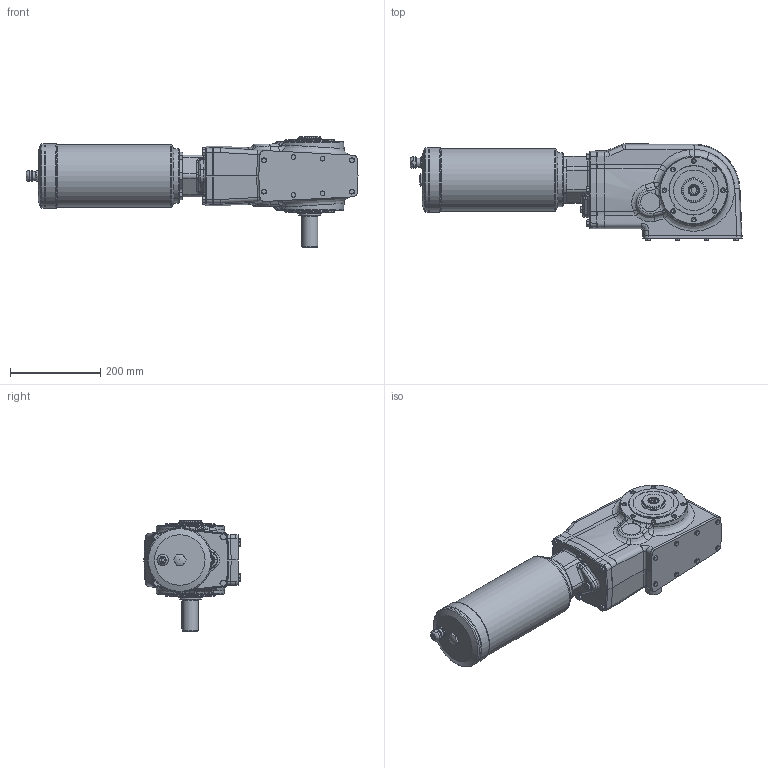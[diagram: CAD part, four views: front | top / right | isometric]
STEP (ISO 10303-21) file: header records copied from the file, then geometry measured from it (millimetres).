
FILE_DESCRIPTION( ( 'Unknown' ), '1' );
FILE_NAME( 'E055AB8D2A6B93E1B9FFB170E09C.3d.stp', 'Unknown', ( 'Unknown' ), ( 'Unknown' ), 'PSStep 10.1', 'Unknown', ' ' );
FILE_SCHEMA( ( 'AUTOMOTIVE_DESIGN { 1 0 10303 214 1 1 1 1 }' ) );
Length unit declared in the file: millimetre
Products named in the file (1): X73N
Bounding box: 736.4 x 213.19 x 245 mm (x, y, z)
Volume: 13238234.1 mm3; surface area: 504389.4 mm2
Topology: 1 solids, 17 shells, 939 faces, 2233 edges, 1385 vertices
Faces by surface type: plane 353, cylinder 245, cone 189, bspline 85, torus 62, extrusion 4, sphere 1
Full cylindrical faces by diameter (mm): 2.6 x1, 4.917 x9, 6 x14, 7 x19, 8.376 x32, 8.9 x8, 10 x6, 10.106 x1, 11.6 x6, 12 x6, 12.5 x1, 13.4 x1, 16.662 x1, 18 x2, 19 x1, 20 x1, 21 x1, 23 x1, 25 x1, 34.6 x1, 35 x2, 40 x1, 42.5 x2, 48 x1, 49.5 x1, 55 x2, 62 x1, 68 x1, 80 x1, 90 x2
Entity records: 45195 total; most frequent: CARTESIAN_POINT 18190, DIRECTION 3983, ORIENTED_EDGE 3694, EDGE_CURVE 1847, AXIS2_PLACEMENT_3D 1654, EDGE_LOOP 1309, VERTEX_POINT 1280, FACE_OUTER_BOUND 1128
